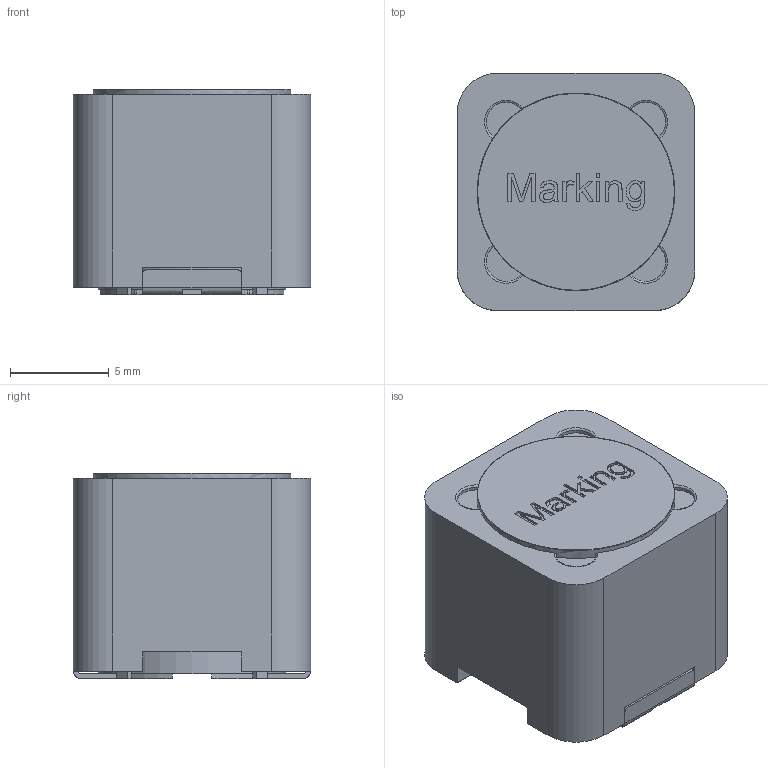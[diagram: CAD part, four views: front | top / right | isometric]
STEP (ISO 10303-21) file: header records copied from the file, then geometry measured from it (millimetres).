
FILE_DESCRIPTION(('FreeCAD Model'),'2;1');
FILE_NAME('Compound.step', '2017-03-30T10:31:03',('kicad StepUp'),('ksu MCAD'), 'Open CASCADE STEP processor 6.8','FreeCAD','Unknown');
FILE_SCHEMA(('AUTOMOTIVE_DESIGN_CC2 { 1 2 10303 214 -1 1 5 4 }'));
Length unit declared in the file: millimetre
Products named in the file (1): Compound
Bounding box: 12 x 12 x 10.38 mm (x, y, z)
Volume: 1116.8 mm3; surface area: 2318.7 mm2
Topology: 5 solids, 5 shells, 239 faces, 640 edges, 423 vertices
Faces by surface type: plane 140, cylinder 74, extrusion 16, torus 6, bspline 3
Full cylindrical faces by diameter (mm): 0.98 x1, 1 x1, 6.45 x1, 9.5 x2, 10 x1
Entity records: 12406 total; most frequent: CARTESIAN_POINT 4927, ORIENTED_EDGE 1280, DIRECTION 1085, EDGE_CURVE 640, VERTEX_POINT 423, AXIS2_PLACEMENT_3D 376, VECTOR 333, LINE 317
